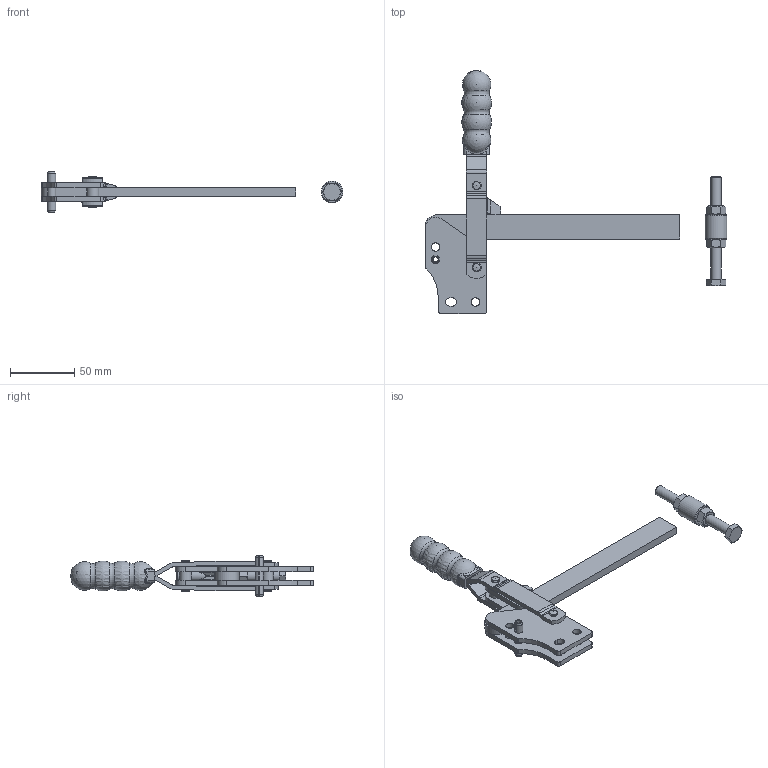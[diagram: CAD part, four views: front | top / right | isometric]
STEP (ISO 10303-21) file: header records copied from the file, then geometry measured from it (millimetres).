
FILE_DESCRIPTION(/* description */ (''),/* implementation_level */ '2;1');
FILE_NAME(/* name */ 'MG2-150.stp',/* time_stamp */ '2016-06-28T14:29:52+01:00',/* author */ ('carl'),/* organization */ (''),/* preprocessor_version */ 'ST-DEVELOPER v16.1',/* originating_system */ 'Autodesk Inventor 2016',/* authorisation */ '');
FILE_SCHEMA (('AUTOMOTIVE_DESIGN { 1 0 10303 214 3 1 1 }'));
Length unit declared in the file: millimetre
Products named in the file (8): MG2-150_1; MG2-150_2; MG2-150_3; MG2-150_4; MG2-150_5; MG2-150_6; MG2-150_7; MG2-150
Assembly tree (7 placements, depth 2):
  MG2-150
    MG2-150_1
    MG2-150_2
    MG2-150_3
    MG2-150_4
    MG2-150_5
    MG2-150_6
    MG2-150_7
Bounding box: 235.26 x 189.3 x 31.75 mm (x, y, z)
Volume: 94664.3 mm3; surface area: 48149 mm2
Topology: 7 solids, 8 shells, 267 faces, 688 edges, 449 vertices
Faces by surface type: plane 117, cylinder 92, cone 23, torus 15, bspline 12, sphere 8
Full cylindrical faces by diameter (mm): 6.25 x1, 6.35 x7, 6.37 x4, 6.5 x2, 6.647 x2, 8 x1, 8.5 x1, 9.525 x2, 11.63 x1, 17 x1
Entity records: 8741 total; most frequent: CARTESIAN_POINT 2415, DIRECTION 1305, ORIENTED_EDGE 1208, EDGE_CURVE 604, AXIS2_PLACEMENT_3D 501, VERTEX_POINT 421, EDGE_LOOP 369, LINE 303
